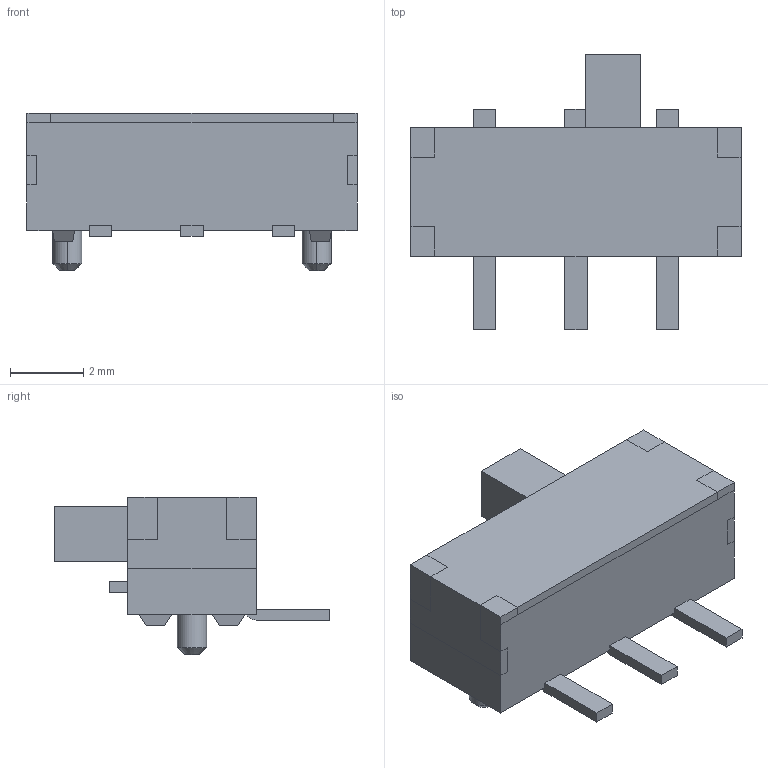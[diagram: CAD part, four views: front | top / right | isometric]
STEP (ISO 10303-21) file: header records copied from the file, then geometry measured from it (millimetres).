
FILE_DESCRIPTION (( 'STEP AP214' ), '1' );
FILE_NAME ('SSSS211603.STEP', '2010-03-10T06:57:36', ( '' ), ( '' ), 'SwSTEP 2.0', 'SolidWorks 2007', '' );
FILE_SCHEMA (( 'AUTOMOTIVE_DESIGN' ));
Length unit declared in the file: millimetre
Products named in the file (1): SSSS211603
Bounding box: 9 x 7.5 x 4.3 mm (x, y, z)
Volume: 108.2 mm3; surface area: 176 mm2
Topology: 1 solids, 1 shells, 94 faces, 243 edges, 160 vertices
Faces by surface type: plane 83, cylinder 7, cone 4
Entity records: 3511 total; most frequent: CARTESIAN_POINT 498, ORIENTED_EDGE 486, DIRECTION 451, EDGE_CURVE 243, LINE 225, VECTOR 225, VERTEX_POINT 160, AXIS2_PLACEMENT_3D 113
